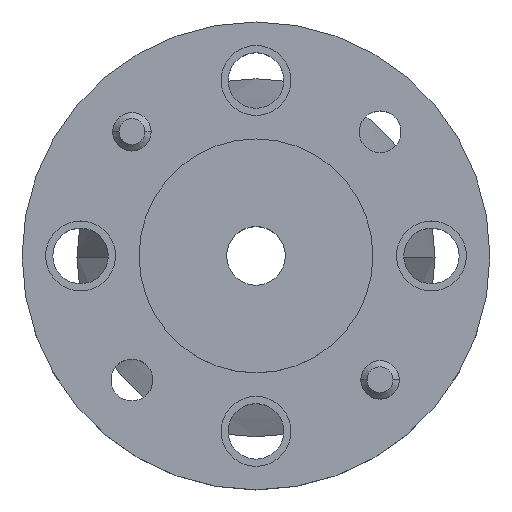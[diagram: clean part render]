
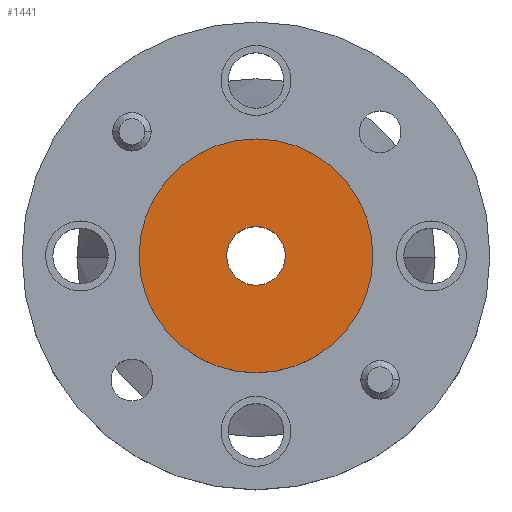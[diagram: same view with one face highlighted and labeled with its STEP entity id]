
A CAD part, top view. The second image highlights one B-rep face of the part: STEP entity #1441.
In plain terms, the highlighted planar face has unit normal (0, 0, 1).
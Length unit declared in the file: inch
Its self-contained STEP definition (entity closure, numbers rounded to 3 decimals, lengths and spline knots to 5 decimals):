
#4 = EDGE_CURVE ( 'NONE', #1566, #1841, #828, .T. ) ;
#11 = DIRECTION ( 'NONE',  ( 0., 0., 1. ) ) ;
#15 = EDGE_CURVE ( 'NONE', #1841, #1566, #411, .T. ) ;
#44 = ORIENTED_EDGE ( 'NONE', *, *, #15, .T. ) ;
#54 = ORIENTED_EDGE ( 'NONE', *, *, #4, .T. ) ;
#85 = VERTEX_POINT ( 'NONE', #1570 ) ;
#160 = DIRECTION ( 'NONE',  ( 0., 0., 1. ) ) ;
#245 = VERTEX_POINT ( 'NONE', #511 ) ;
#266 = DIRECTION ( 'NONE',  ( 0., 0., 1. ) ) ;
#339 = AXIS2_PLACEMENT_3D ( 'NONE', #1214, #11, #1064 ) ;
#348 = DIRECTION ( 'NONE',  ( 1., 0., 0. ) ) ;
#401 = CARTESIAN_POINT ( 'NONE',  ( 0.1875, 0., 0.037 ) ) ;
#402 = ORIENTED_EDGE ( 'NONE', *, *, #773, .F. ) ;
#411 = CIRCLE ( 'NONE', #728, 0.1875 ) ;
#425 = FACE_OUTER_BOUND ( 'NONE', #1797, .T. ) ;
#427 = CARTESIAN_POINT ( 'NONE',  ( 0., 0., 0.037 ) ) ;
#511 = CARTESIAN_POINT ( 'NONE',  ( 0.047, 0., 0.037 ) ) ;
#639 = DIRECTION ( 'NONE',  ( 0., 0., 1. ) ) ;
#644 = AXIS2_PLACEMENT_3D ( 'NONE', #718, #266, #1021 ) ;
#712 = CIRCLE ( 'NONE', #644, 0.047 ) ;
#718 = CARTESIAN_POINT ( 'NONE',  ( 0., 0., 0.037 ) ) ;
#728 = AXIS2_PLACEMENT_3D ( 'NONE', #945, #160, #348 ) ;
#773 = EDGE_CURVE ( 'NONE', #85, #245, #1408, .T. ) ;
#784 = CARTESIAN_POINT ( 'NONE',  ( -0.1875, 0., 0.037 ) ) ;
#828 = CIRCLE ( 'NONE', #1975, 0.1875 ) ;
#945 = CARTESIAN_POINT ( 'NONE',  ( 0., 0., 0.037 ) ) ;
#1017 = AXIS2_PLACEMENT_3D ( 'NONE', #1088, #639, #1232 ) ;
#1021 = DIRECTION ( 'NONE',  ( 1., 0., 0. ) ) ;
#1049 = DIRECTION ( 'NONE',  ( 1., 0., 0. ) ) ;
#1064 = DIRECTION ( 'NONE',  ( 1., 0., 0. ) ) ;
#1088 = CARTESIAN_POINT ( 'NONE',  ( 0., 0., 0.037 ) ) ;
#1214 = CARTESIAN_POINT ( 'NONE',  ( 0., 0., 0.037 ) ) ;
#1232 = DIRECTION ( 'NONE',  ( 1., 0., 0. ) ) ;
#1408 = CIRCLE ( 'NONE', #339, 0.047 ) ;
#1441 = ADVANCED_FACE ( 'NONE', ( #1678, #425 ), #1986, .T. ) ;
#1566 = VERTEX_POINT ( 'NONE', #784 ) ;
#1570 = CARTESIAN_POINT ( 'NONE',  ( -0.047, 0., 0.037 ) ) ;
#1612 = EDGE_LOOP ( 'NONE', ( #1809, #402 ) ) ;
#1678 = FACE_BOUND ( 'NONE', #1612, .T. ) ;
#1679 = DIRECTION ( 'NONE',  ( 0., 0., 1. ) ) ;
#1777 = EDGE_CURVE ( 'NONE', #245, #85, #712, .T. ) ;
#1797 = EDGE_LOOP ( 'NONE', ( #54, #44 ) ) ;
#1809 = ORIENTED_EDGE ( 'NONE', *, *, #1777, .F. ) ;
#1841 = VERTEX_POINT ( 'NONE', #401 ) ;
#1975 = AXIS2_PLACEMENT_3D ( 'NONE', #427, #1679, #1049 ) ;
#1986 = PLANE ( 'NONE',  #1017 ) ;
